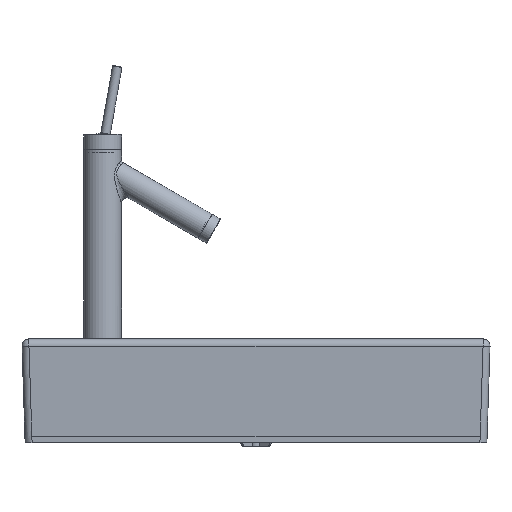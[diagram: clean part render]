
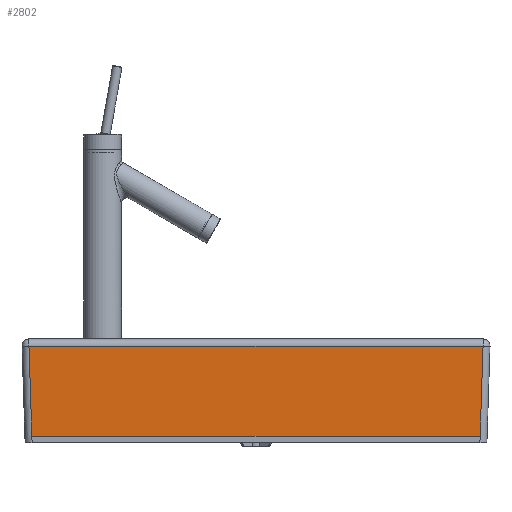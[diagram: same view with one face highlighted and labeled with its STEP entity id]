
A CAD part, front view. The second image highlights one B-rep face of the part: STEP entity #2802.
In plain terms, the highlighted planar face has unit normal (0, -1, -0.032).
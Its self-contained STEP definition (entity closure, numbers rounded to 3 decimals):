
#1398=CARTESIAN_POINT('',(-227.996,-234.993,93.774));
#1399=VERTEX_POINT('',#1398);
#1433=CARTESIAN_POINT('',(227.996,-234.993,93.774));
#1434=VERTEX_POINT('',#1433);
#1451=CARTESIAN_POINT('',(227.996,-234.993,93.774));
#1452=DIRECTION('',(-1.0,0.0,0.0));
#1453=VECTOR('',#1452,455.993);
#1454=LINE('',#1451,#1453);
#1455=EDGE_CURVE('',#1434,#1399,#1454,.T.);
#2772=CARTESIAN_POINT('',(0.0,-232.078,3.419));
#2773=DIRECTION('',(0.0,-0.999,-0.032));
#2774=DIRECTION('',(0.0,0.032,-0.999));
#2775=AXIS2_PLACEMENT_3D('',#2772,#2773,#2774);
#2776=PLANE('',#2775);
#2777=CARTESIAN_POINT('',(-225.082,-232.078,3.419));
#2778=VERTEX_POINT('',#2777);
#2779=CARTESIAN_POINT('',(-227.996,-234.993,93.774));
#2780=DIRECTION('',(0.032,0.032,-0.999));
#2781=VECTOR('',#2780,90.449);
#2782=LINE('',#2779,#2781);
#2783=EDGE_CURVE('',#1399,#2778,#2782,.T.);
#2784=ORIENTED_EDGE('',*,*,#2783,.T.);
#2785=CARTESIAN_POINT('',(225.082,-232.078,3.419));
#2786=VERTEX_POINT('',#2785);
#2787=CARTESIAN_POINT('',(-225.082,-232.078,3.419));
#2788=DIRECTION('',(1.0,0.0,0.0));
#2789=VECTOR('',#2788,450.163);
#2790=LINE('',#2787,#2789);
#2791=EDGE_CURVE('',#2778,#2786,#2790,.T.);
#2792=ORIENTED_EDGE('',*,*,#2791,.T.);
#2793=CARTESIAN_POINT('',(227.996,-234.993,93.774));
#2794=DIRECTION('',(-0.032,0.032,-0.999));
#2795=VECTOR('',#2794,90.449);
#2796=LINE('',#2793,#2795);
#2797=EDGE_CURVE('',#2786,#1434,#2796,.F.);
#2798=ORIENTED_EDGE('',*,*,#2797,.T.);
#2799=ORIENTED_EDGE('',*,*,#1455,.T.);
#2800=EDGE_LOOP('',(#2784,#2792,#2798,#2799));
#2801=FACE_OUTER_BOUND('',#2800,.T.);
#2802=ADVANCED_FACE('',(#2801),#2776,.T.);
